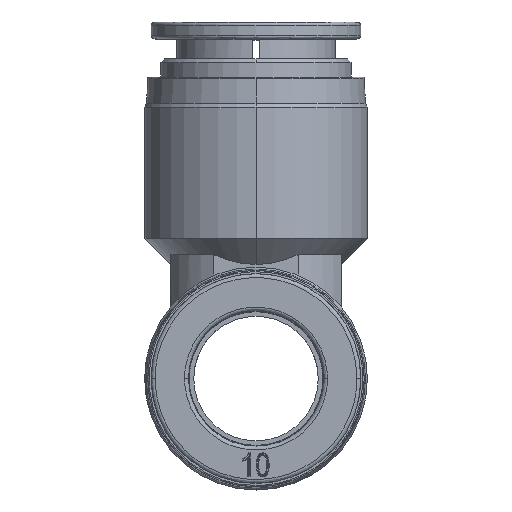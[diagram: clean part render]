
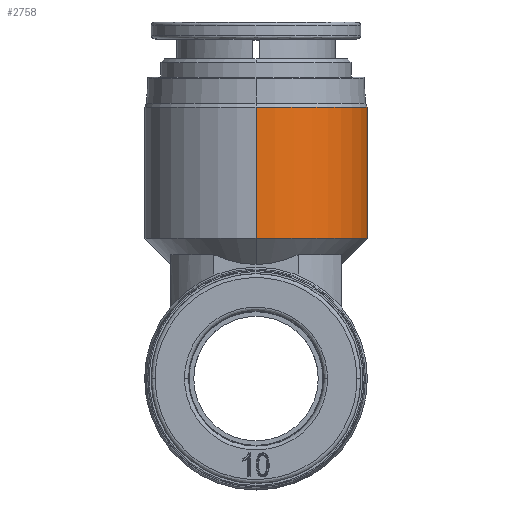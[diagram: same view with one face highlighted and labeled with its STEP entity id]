
A CAD part, front view. The second image highlights one B-rep face of the part: STEP entity #2758.
In plain terms, the highlighted cylindrical face has radius 8.5 mm (diameter 17 mm), a partial arc.
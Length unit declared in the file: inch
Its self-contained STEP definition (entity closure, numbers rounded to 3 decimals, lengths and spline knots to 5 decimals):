
#71 = DIRECTION ( 'NONE',  ( 0., 0., 1. ) ) ;
#283 = VERTEX_POINT ( 'NONE', #8611 ) ;
#291 = DIRECTION ( 'NONE',  ( 0., 0., -1. ) ) ;
#452 = LINE ( 'NONE', #2200, #8536 ) ;
#558 = EDGE_CURVE ( 'NONE', #5784, #283, #7472, .T. ) ;
#995 = CARTESIAN_POINT ( 'NONE',  ( 1.1811, 0., 0.42126 ) ) ;
#1244 = CARTESIAN_POINT ( 'NONE',  ( 1.1811, 0., 0.07874 ) ) ;
#1597 = DIRECTION ( 'NONE',  ( 0., 1., 0. ) ) ;
#1706 = ORIENTED_EDGE ( 'NONE', *, *, #3480, .F. ) ;
#1954 = DIRECTION ( 'NONE',  ( 0., 0., 1. ) ) ;
#2197 = CARTESIAN_POINT ( 'NONE',  ( 1.1811, -0.33465, 0.42126 ) ) ;
#2200 = CARTESIAN_POINT ( 'NONE',  ( 1.1811, -0.33465, 0.07874 ) ) ;
#2369 = ORIENTED_EDGE ( 'NONE', *, *, #3425, .T. ) ;
#2404 = FACE_OUTER_BOUND ( 'NONE', #8711, .T. ) ;
#2567 = DIRECTION ( 'NONE',  ( 0., -1., 0. ) ) ;
#2758 = ADVANCED_FACE ( 'NONE', ( #2404 ), #2855, .T. ) ;
#2855 = CYLINDRICAL_SURFACE ( 'NONE', #3036, 0.33465 ) ;
#3036 = AXIS2_PLACEMENT_3D ( 'NONE', #1244, #1954, #2567 ) ;
#3425 = EDGE_CURVE ( 'NONE', #7587, #5784, #7435, .T. ) ;
#3480 = EDGE_CURVE ( 'NONE', #8038, #283, #452, .T. ) ;
#3607 = DIRECTION ( 'NONE',  ( 0., 0., -1. ) ) ;
#4256 = CARTESIAN_POINT ( 'NONE',  ( 1.1811, 0.33465, 0.42126 ) ) ;
#4885 = CARTESIAN_POINT ( 'NONE',  ( 1.1811, 0., 0.81496 ) ) ;
#5784 = VERTEX_POINT ( 'NONE', #8034 ) ;
#6000 = AXIS2_PLACEMENT_3D ( 'NONE', #995, #291, #1597 ) ;
#6335 = DIRECTION ( 'NONE',  ( 0., 0., 1. ) ) ;
#6979 = CARTESIAN_POINT ( 'NONE',  ( 1.1811, 0.33465, 0.07874 ) ) ;
#7435 = LINE ( 'NONE', #6979, #8186 ) ;
#7472 = CIRCLE ( 'NONE', #8106, 0.33465 ) ;
#7587 = VERTEX_POINT ( 'NONE', #4256 ) ;
#7621 = EDGE_CURVE ( 'NONE', #7587, #8038, #7861, .T. ) ;
#7861 = CIRCLE ( 'NONE', #6000, 0.33465 ) ;
#8034 = CARTESIAN_POINT ( 'NONE',  ( 1.1811, 0.33465, 0.81496 ) ) ;
#8038 = VERTEX_POINT ( 'NONE', #2197 ) ;
#8106 = AXIS2_PLACEMENT_3D ( 'NONE', #4885, #3607, #8499 ) ;
#8115 = ORIENTED_EDGE ( 'NONE', *, *, #7621, .F. ) ;
#8186 = VECTOR ( 'NONE', #71, 39.37008 ) ;
#8446 = ORIENTED_EDGE ( 'NONE', *, *, #558, .T. ) ;
#8499 = DIRECTION ( 'NONE',  ( 0., -1., 0. ) ) ;
#8536 = VECTOR ( 'NONE', #6335, 39.37008 ) ;
#8611 = CARTESIAN_POINT ( 'NONE',  ( 1.1811, -0.33465, 0.81496 ) ) ;
#8711 = EDGE_LOOP ( 'NONE', ( #8115, #2369, #8446, #1706 ) ) ;
